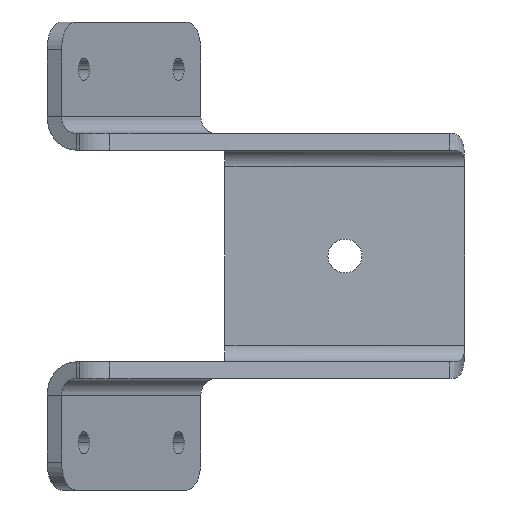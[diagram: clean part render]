
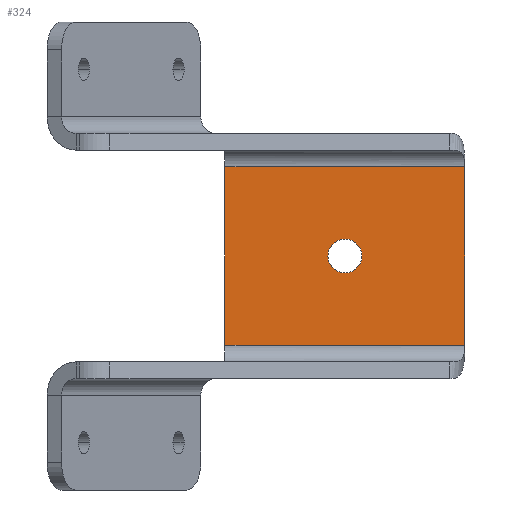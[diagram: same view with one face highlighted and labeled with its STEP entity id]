
A CAD part, front view. The second image highlights one B-rep face of the part: STEP entity #324.
In plain terms, the highlighted planar face has unit normal (0, -1, 0).
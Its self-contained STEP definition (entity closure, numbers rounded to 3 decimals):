
#91 = CARTESIAN_POINT ( 'NONE',  ( 4.619, -3., -16. ) ) ;
#109 = DIRECTION ( 'NONE',  ( 0., 0., -1. ) ) ;
#121 = EDGE_CURVE ( 'NONE', #1613, #1686, #692, .T. ) ;
#132 = EDGE_LOOP ( 'NONE', ( #936, #1090 ) ) ;
#160 = DIRECTION ( 'NONE',  ( -1., 0., 0. ) ) ;
#167 = LINE ( 'NONE', #1365, #894 ) ;
#195 = EDGE_CURVE ( 'NONE', #1161, #636, #246, .T. ) ;
#197 = ORIENTED_EDGE ( 'NONE', *, *, #121, .F. ) ;
#246 = LINE ( 'NONE', #1210, #983 ) ;
#249 = VERTEX_POINT ( 'NONE', #285 ) ;
#265 = AXIS2_PLACEMENT_3D ( 'NONE', #430, #992, #311 ) ;
#285 = CARTESIAN_POINT ( 'NONE',  ( 29.205, -3., 0. ) ) ;
#311 = DIRECTION ( 'NONE',  ( 1., 0., 0. ) ) ;
#323 = FACE_BOUND ( 'NONE', #132, .T. ) ;
#324 = ADVANCED_FACE ( 'NONE', ( #323, #1654 ), #1121, .T. ) ;
#333 = DIRECTION ( 'NONE',  ( 0., 1., 0. ) ) ;
#381 = CIRCLE ( 'NONE', #600, 3.05 ) ;
#398 = LINE ( 'NONE', #1623, #1367 ) ;
#430 = CARTESIAN_POINT ( 'NONE',  ( 4.619, -3., 22. ) ) ;
#436 = DIRECTION ( 'NONE',  ( 1., 0., 0. ) ) ;
#447 = EDGE_LOOP ( 'NONE', ( #1565, #480, #910, #197 ) ) ;
#480 = ORIENTED_EDGE ( 'NONE', *, *, #195, .F. ) ;
#576 = VECTOR ( 'NONE', #436, 1000. ) ;
#600 = AXIS2_PLACEMENT_3D ( 'NONE', #1265, #333, #1156 ) ;
#636 = VERTEX_POINT ( 'NONE', #91 ) ;
#692 = LINE ( 'NONE', #1661, #576 ) ;
#817 = CARTESIAN_POINT ( 'NONE',  ( 47.691, -3., -16. ) ) ;
#829 = AXIS2_PLACEMENT_3D ( 'NONE', #1136, #1410, #160 ) ;
#894 = VECTOR ( 'NONE', #1689, 1000. ) ;
#910 = ORIENTED_EDGE ( 'NONE', *, *, #1355, .F. ) ;
#936 = ORIENTED_EDGE ( 'NONE', *, *, #1649, .T. ) ;
#983 = VECTOR ( 'NONE', #1096, 1000. ) ;
#992 = DIRECTION ( 'NONE',  ( 0., -1., 0. ) ) ;
#1032 = CIRCLE ( 'NONE', #829, 3.05 ) ;
#1090 = ORIENTED_EDGE ( 'NONE', *, *, #1178, .T. ) ;
#1096 = DIRECTION ( 'NONE',  ( -1., 0., 0. ) ) ;
#1111 = CARTESIAN_POINT ( 'NONE',  ( 4.619, -3., 16. ) ) ;
#1121 = PLANE ( 'NONE',  #265 ) ;
#1136 = CARTESIAN_POINT ( 'NONE',  ( 26.155, -3., 0. ) ) ;
#1156 = DIRECTION ( 'NONE',  ( -1., 0., 0. ) ) ;
#1161 = VERTEX_POINT ( 'NONE', #817 ) ;
#1178 = EDGE_CURVE ( 'NONE', #249, #1267, #1032, .T. ) ;
#1210 = CARTESIAN_POINT ( 'NONE',  ( 4.619, -3., -16. ) ) ;
#1265 = CARTESIAN_POINT ( 'NONE',  ( 26.155, -3., 0. ) ) ;
#1267 = VERTEX_POINT ( 'NONE', #1575 ) ;
#1287 = EDGE_CURVE ( 'NONE', #1613, #636, #398, .T. ) ;
#1355 = EDGE_CURVE ( 'NONE', #1686, #1161, #167, .T. ) ;
#1365 = CARTESIAN_POINT ( 'NONE',  ( 47.691, -3., 22. ) ) ;
#1367 = VECTOR ( 'NONE', #109, 1000. ) ;
#1410 = DIRECTION ( 'NONE',  ( 0., 1., 0. ) ) ;
#1565 = ORIENTED_EDGE ( 'NONE', *, *, #1287, .T. ) ;
#1575 = CARTESIAN_POINT ( 'NONE',  ( 23.105, -3., 0. ) ) ;
#1613 = VERTEX_POINT ( 'NONE', #1111 ) ;
#1623 = CARTESIAN_POINT ( 'NONE',  ( 4.619, -3., 22. ) ) ;
#1649 = EDGE_CURVE ( 'NONE', #1267, #249, #381, .T. ) ;
#1654 = FACE_OUTER_BOUND ( 'NONE', #447, .T. ) ;
#1661 = CARTESIAN_POINT ( 'NONE',  ( 4.619, -3., 16. ) ) ;
#1681 = CARTESIAN_POINT ( 'NONE',  ( 47.691, -3., 16. ) ) ;
#1686 = VERTEX_POINT ( 'NONE', #1681 ) ;
#1689 = DIRECTION ( 'NONE',  ( 0., 0., -1. ) ) ;
